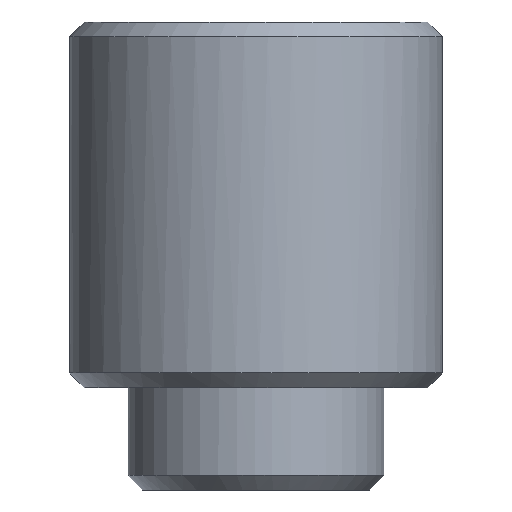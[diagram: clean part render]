
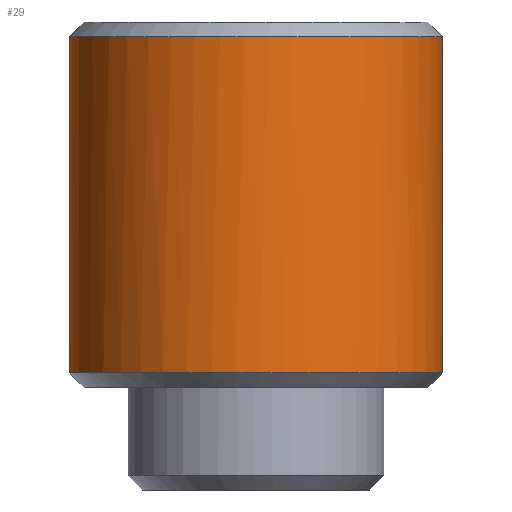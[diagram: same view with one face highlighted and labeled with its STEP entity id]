
A CAD part, front view. The second image highlights one B-rep face of the part: STEP entity #29.
In plain terms, the highlighted free-form (B-spline) face has degree [2, 1] with [9, 2] control points.
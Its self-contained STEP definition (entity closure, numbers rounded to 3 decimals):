
#29=ADVANCED_FACE('',(#73),#673,.T.);
#73=FACE_OUTER_BOUND('',#116,.T.);
#116=EDGE_LOOP('',(#170,#171,#172,#173));
#170=ORIENTED_EDGE('',*,*,#383,.F.);
#171=ORIENTED_EDGE('',*,*,#378,.F.);
#172=ORIENTED_EDGE('',*,*,#383,.T.);
#173=ORIENTED_EDGE('',*,*,#384,.F.);
#378=EDGE_CURVE('',#600,#600,#533,.T.);
#383=EDGE_CURVE('',#600,#602,#489,.T.);
#384=EDGE_CURVE('',#602,#602,#536,.T.);
#489=B_SPLINE_CURVE_WITH_KNOTS('',1,(#5539,#5540),.UNSPECIFIED.,.F.,.F.,
(2,2),(1.212,5.812),.UNSPECIFIED.);
#533=(
BOUNDED_CURVE()
B_SPLINE_CURVE(2,(#5508,#5509,#5510,#5511,#5512,#5513,#5514,#5515,#5516),
 .UNSPECIFIED.,.T.,.F.)
B_SPLINE_CURVE_WITH_KNOTS((3,2,2,2,3),(0.,3.691,
7.383,11.074,14.765),.UNSPECIFIED.)
CURVE()
GEOMETRIC_REPRESENTATION_ITEM()
RATIONAL_B_SPLINE_CURVE((1.,0.707,1.,0.707,1.,0.707,
1.,0.707,1.))
REPRESENTATION_ITEM('')
);
#536=(
BOUNDED_CURVE()
B_SPLINE_CURVE(2,(#5541,#5542,#5543,#5544,#5545,#5546,#5547,#5548,#5549),
 .UNSPECIFIED.,.T.,.F.)
B_SPLINE_CURVE_WITH_KNOTS((3,2,2,2,3),(0.,3.691,
7.383,11.074,14.765),.UNSPECIFIED.)
CURVE()
GEOMETRIC_REPRESENTATION_ITEM()
RATIONAL_B_SPLINE_CURVE((1.,0.707,1.,0.707,1.,0.707,
1.,0.707,1.))
REPRESENTATION_ITEM('')
);
#600=VERTEX_POINT('',#5418);
#602=VERTEX_POINT('',#5420);
#673=(
BOUNDED_SURFACE()
B_SPLINE_SURFACE(2,1,((#801,#802),(#803,#804),(#805,#806),(#807,#808),(#809,
#810),(#811,#812),(#813,#814),(#815,#816),(#817,#818)),.UNSPECIFIED.,.T.,
 .F.,.F.)
B_SPLINE_SURFACE_WITH_KNOTS((3,2,2,2,3),(2,2),(0.,1.571,3.142,
4.712,6.283),(0.,12.024),.UNSPECIFIED.)
GEOMETRIC_REPRESENTATION_ITEM()
RATIONAL_B_SPLINE_SURFACE(((1.,1.),(0.707,0.707),
(1.,1.),(0.707,0.707),(1.,1.),(0.707,
0.707),(1.,1.),(0.707,0.707),(1.,1.)))
REPRESENTATION_ITEM('')
SURFACE()
);
#801=CARTESIAN_POINT('',(47.45,0.,-1.012));
#802=CARTESIAN_POINT('',(47.45,0.,11.012));
#803=CARTESIAN_POINT('',(47.45,-2.55,-1.012));
#804=CARTESIAN_POINT('',(47.45,-2.55,11.012));
#805=CARTESIAN_POINT('',(50.,-2.55,-1.012));
#806=CARTESIAN_POINT('',(50.,-2.55,11.012));
#807=CARTESIAN_POINT('',(52.55,-2.55,-1.012));
#808=CARTESIAN_POINT('',(52.55,-2.55,11.012));
#809=CARTESIAN_POINT('',(52.55,0.,-1.012));
#810=CARTESIAN_POINT('',(52.55,0.,11.012));
#811=CARTESIAN_POINT('',(52.55,2.55,-1.012));
#812=CARTESIAN_POINT('',(52.55,2.55,11.012));
#813=CARTESIAN_POINT('',(50.,2.55,-1.012));
#814=CARTESIAN_POINT('',(50.,2.55,11.012));
#815=CARTESIAN_POINT('',(47.45,2.55,-1.012));
#816=CARTESIAN_POINT('',(47.45,2.55,11.012));
#817=CARTESIAN_POINT('',(47.45,0.,-1.012));
#818=CARTESIAN_POINT('',(47.45,0.,11.012));
#5418=CARTESIAN_POINT('',(47.45,0.,0.2));
#5420=CARTESIAN_POINT('',(47.45,0.,4.8));
#5508=CARTESIAN_POINT('',(47.45,0.,0.2));
#5509=CARTESIAN_POINT('',(47.45,2.55,0.2));
#5510=CARTESIAN_POINT('',(50.,2.55,0.2));
#5511=CARTESIAN_POINT('',(52.55,2.55,0.2));
#5512=CARTESIAN_POINT('',(52.55,0.,0.2));
#5513=CARTESIAN_POINT('',(52.55,-2.55,0.2));
#5514=CARTESIAN_POINT('',(50.,-2.55,0.2));
#5515=CARTESIAN_POINT('',(47.45,-2.55,0.2));
#5516=CARTESIAN_POINT('',(47.45,0.,0.2));
#5539=CARTESIAN_POINT('',(47.45,0.,0.2));
#5540=CARTESIAN_POINT('',(47.45,0.,4.8));
#5541=CARTESIAN_POINT('',(47.45,0.,4.8));
#5542=CARTESIAN_POINT('',(47.45,-2.55,4.8));
#5543=CARTESIAN_POINT('',(50.,-2.55,4.8));
#5544=CARTESIAN_POINT('',(52.55,-2.55,4.8));
#5545=CARTESIAN_POINT('',(52.55,0.,4.8));
#5546=CARTESIAN_POINT('',(52.55,2.55,4.8));
#5547=CARTESIAN_POINT('',(50.,2.55,4.8));
#5548=CARTESIAN_POINT('',(47.45,2.55,4.8));
#5549=CARTESIAN_POINT('',(47.45,0.,4.8));
